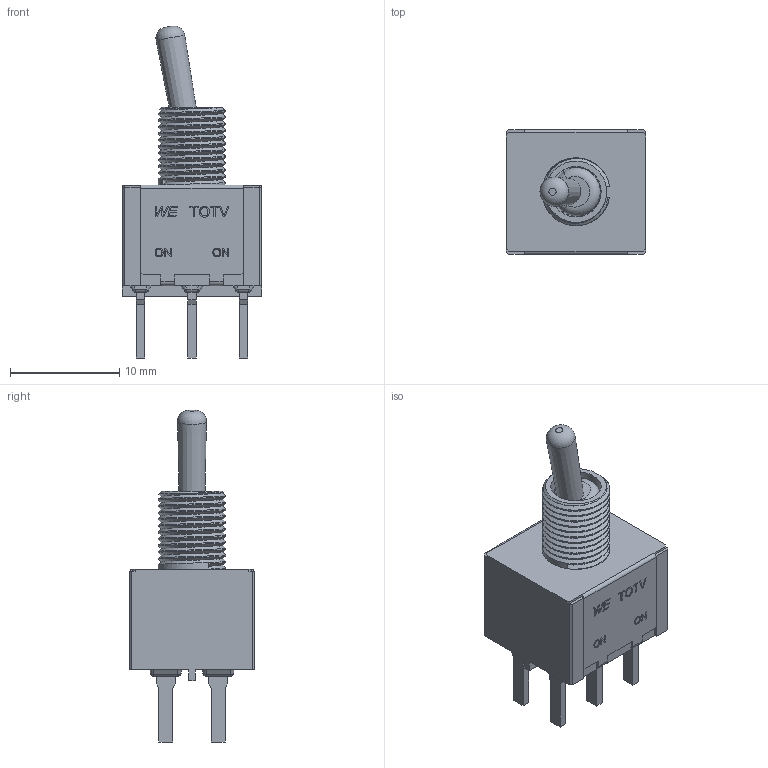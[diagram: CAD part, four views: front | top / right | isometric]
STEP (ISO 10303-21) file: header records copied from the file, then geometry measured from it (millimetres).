
FILE_DESCRIPTION(/* description */ ('Unknown'),/* implementation_level */ '2;1');
FILE_NAME(/* name */ 'SW_Wurth_WS-TOTV_472131020311',/* time_stamp */ '2025-06-26T16:47:34+08:00',/* author */ ('Unknown'),/* organization */ ('Unknown'),/* preprocessor_version */ 'ST-DEVELOPER v19.4',/* originating_system */ 'Solid Edge',/* authorisation */ 'Unknown');
FILE_SCHEMA (('AUTOMOTIVE_DESIGN {1 0 10303 214 3 1 1}'));
Length unit declared in the file: millimetre
Products named in the file (2): SW_Wurth_WS-TOTV_472131020311
Assembly tree (1 placements, depth 2):
  SW_Wurth_WS-TOTV_472131020311
    SW_Wurth_WS-TOTV_472131020311
Bounding box: 12.7 x 11.4 x 30.33 mm (x, y, z)
Volume: 1530.9 mm3; surface area: 1337.9 mm2
Topology: 2 solids, 2 shells, 448 faces, 1167 edges, 736 vertices
Faces by surface type: plane 289, cylinder 81, bspline 48, sphere 24, torus 3, cone 3
Full cylindrical faces by diameter (mm): 4.4 x1, 4.6 x1
Entity records: 24562 total; most frequent: CARTESIAN_POINT 11431, ORIENTED_EDGE 2254, DIRECTION 1737, EDGE_CURVE 1127, VERTEX_POINT 733, LINE 653, VECTOR 653, AXIS2_PLACEMENT_3D 542
